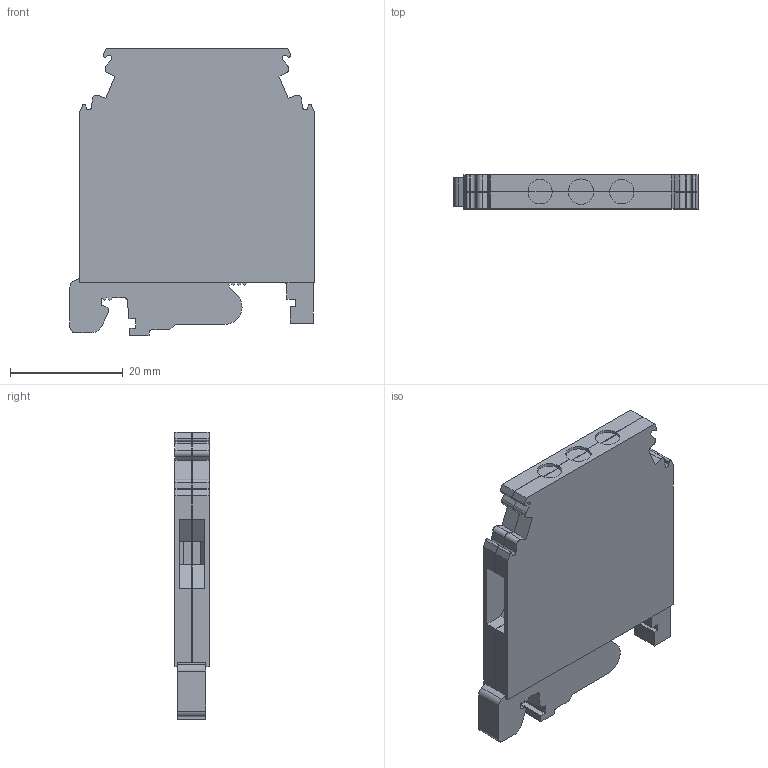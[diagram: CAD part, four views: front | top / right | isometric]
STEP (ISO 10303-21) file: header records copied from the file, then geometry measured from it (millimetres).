
FILE_DESCRIPTION(/* description */ ('Unknown'),/* implementation_level */ '2;1');
FILE_NAME(/* name */ 'ETN4_GNYE_3D',/* time_stamp */ '2019-09-26T16:38:20+05:00',/* author */ ('Unknown'),/* organization */ ('Unknown'),/* preprocessor_version */ 'ST-DEVELOPER v16.7',/* originating_system */ 'DEX',/* authorisation */ $);
FILE_SCHEMA (('AUTOMOTIVE_DESIGN {1 0 10303 214 3 1 1}'));
Length unit declared in the file: millimetre
Products named in the file (1): ETN4
Bounding box: 43.26 x 6.05 x 50.91 mm (x, y, z)
Volume: 10108.8 mm3; surface area: 7893.8 mm2
Topology: 1 solids, 1 shells, 430 faces, 1281 edges, 845 vertices
Faces by surface type: plane 325, cylinder 76, bspline 11, cone 10, torus 8
Entity records: 17603 total; most frequent: CARTESIAN_POINT 2900, ORIENTED_EDGE 2528, DIRECTION 2238, EDGE_CURVE 1264, LINE 1038, VECTOR 1038, VERTEX_POINT 838, AXIS2_PLACEMENT_3D 600
